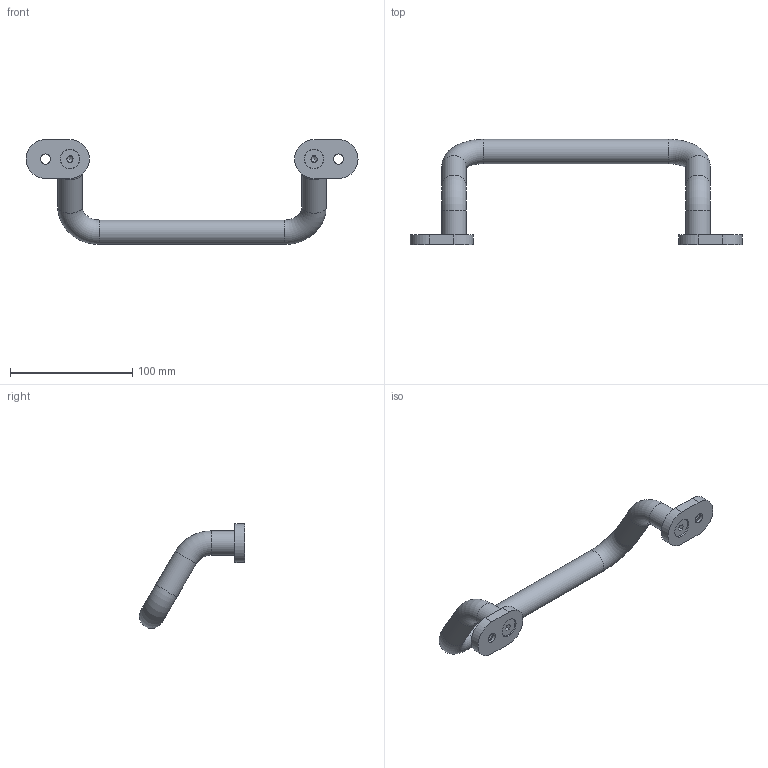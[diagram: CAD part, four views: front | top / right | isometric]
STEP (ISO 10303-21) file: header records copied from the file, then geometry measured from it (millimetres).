
FILE_DESCRIPTION (( 'STEP AP203' ), '1' );
FILE_NAME ('AL-380.1200A.01 Ðó÷êà îêîííàÿ àëþìèíèåâàÿ.STEP', '2023-04-13T09:40:32', ( '' ), ( '' ), 'SwSTEP 2.0', 'SolidWorks 2021', '' );
FILE_SCHEMA (( 'CONFIG_CONTROL_DESIGN' ));
Length unit declared in the file: millimetre
Products named in the file (4): AL-380.1200A.01 Ðó÷êà îêîííàÿ àëþìèíèåâàÿ; AL-380.1201B.01 Ñîåäèíèòåëüíîå îñíîâàíèå; socket countersunk head screw_din_DIN 7991 - M8 x 20 --- 11.8N
Assembly tree (5 placements, depth 2):
  AL-380.1200A.01 Ðó÷êà îêîííàÿ àëþìèíèåâàÿ
    AL-380.1200A.01 Ðó÷êà îêîííàÿ àëþìèíèåâàÿ
    AL-380.1201B.01 Ñîåäèíèòåëüíîå îñíîâàíèå  x2
    socket countersunk head screw_din_DIN 7991 - M8 x 20 --- 11.8N  x2
Bounding box: 272 x 86.3 x 86 mm (x, y, z)
Volume: 139101.2 mm3; surface area: 36317.9 mm2
Topology: 5 solids, 5 shells, 87 faces, 186 edges, 111 vertices
Faces by surface type: plane 40, cylinder 25, cone 16, torus 6
Full cylindrical faces by diameter (mm): 6.8 x2, 8 x2, 8.3 x4, 15.57 x2, 16 x4, 20 x7
Entity records: 1684 total; most frequent: DIRECTION 242, CARTESIAN_POINT 197, ORIENTED_EDGE 152, AXIS2_PLACEMENT_3D 105, EDGE_LOOP 88, EDGE_CURVE 76, FACE_OUTER_BOUND 72, VERTEX_POINT 60
